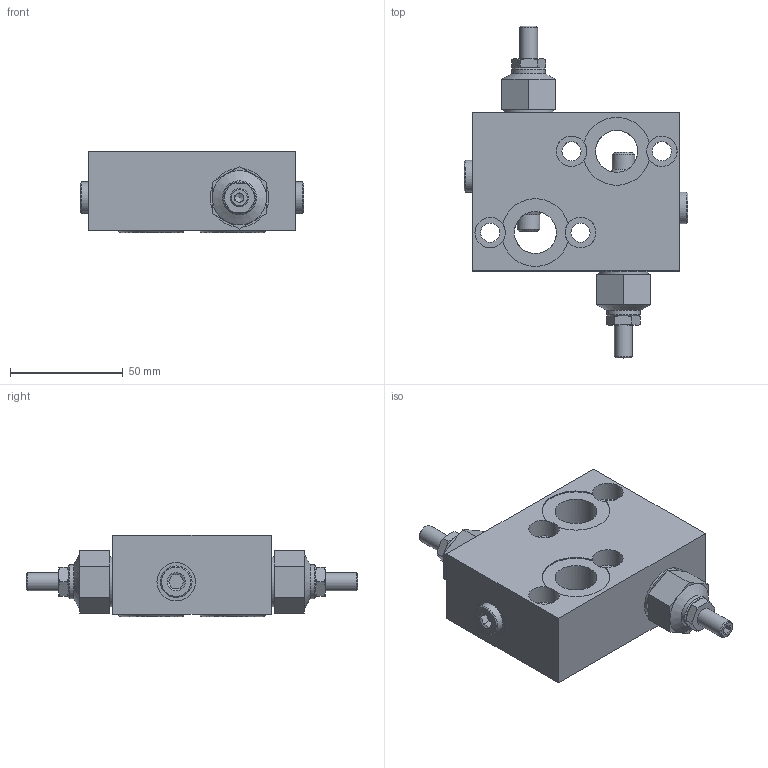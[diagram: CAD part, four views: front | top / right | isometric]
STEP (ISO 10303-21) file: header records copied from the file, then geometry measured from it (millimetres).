
FILE_DESCRIPTION( ( 'STEP AP214' ), '1' );
FILE_NAME( 'KPDR210.stp', '2019-11-15T11:54:49', ( '' ), ( '' ), ' ', 'PARTsolutions', ' ' );
FILE_SCHEMA( ( 'AUTOMOTIVE_DESIGN { 1 0 10303 214 1 1 1 1 }' ) );
Length unit declared in the file: millimetre
Products named in the file (1): _KPDR210
Bounding box: 99 x 147 x 35.91 mm (x, y, z)
Volume: 213332.8 mm3; surface area: 39394.8 mm2
Topology: 1 solids, 3 shells, 192 faces, 456 edges, 292 vertices
Faces by surface type: plane 112, cone 42, cylinder 34, torus 4
Full cylindrical faces by diameter (mm): 8 x2, 8.5 x4, 10 x2, 13.5 x4, 14 x2, 15 x2, 17 x2, 18.631 x2, 20.955 x2, 22 x2, 24 x2, 26 x2, 28.5 x2
Entity records: 6968 total; most frequent: CARTESIAN_POINT 1273, DIRECTION 846, ORIENTED_EDGE 776, EDGE_CURVE 388, AXIS2_PLACEMENT_3D 333, EDGE_LOOP 280, VERTEX_POINT 276, FACE_OUTER_BOUND 226
